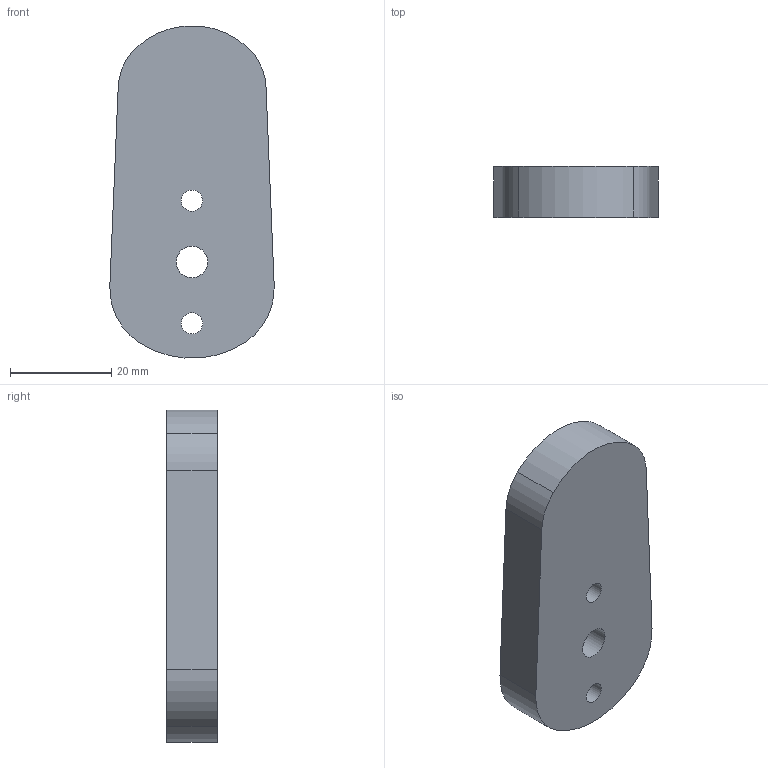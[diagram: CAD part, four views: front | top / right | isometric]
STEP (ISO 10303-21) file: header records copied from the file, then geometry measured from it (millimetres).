
FILE_DESCRIPTION(/* description */ ('STEP AP203'),/* implementation_level */ '2;1');
FILE_NAME(/* name */ '',/* time_stamp */ '2025-10-24T19:54:27+03:00',/* author */ ('Phantom'),/* organization */ ('UNSPECIFIED'),/* preprocessor_version */ 'ST-DEVELOPER v20',/* originating_system */ 'Autodesk Inventor 2025',/* authorisation */ '');
FILE_SCHEMA (('AUTOMOTIVE_DESIGN { 1 0 10303 214 3 1 1 }'));
Length unit declared in the file: millimetre
Products named in the file (1): арина треугольник 
2
Bounding box: 32.42 x 10 x 65.5 mm (x, y, z)
Volume: 17941.9 mm3; surface area: 5734 mm2
Topology: 1 solids, 1 shells, 13 faces, 33 edges, 22 vertices
Faces by surface type: cylinder 9, plane 4
Full cylindrical faces by diameter (mm): 4.2 x2, 6.2 x1
Entity records: 463 total; most frequent: DIRECTION 79, CARTESIAN_POINT 69, ORIENTED_EDGE 66, EDGE_CURVE 33, AXIS2_PLACEMENT_3D 32, VERTEX_POINT 22, EDGE_LOOP 19, CIRCLE 18
